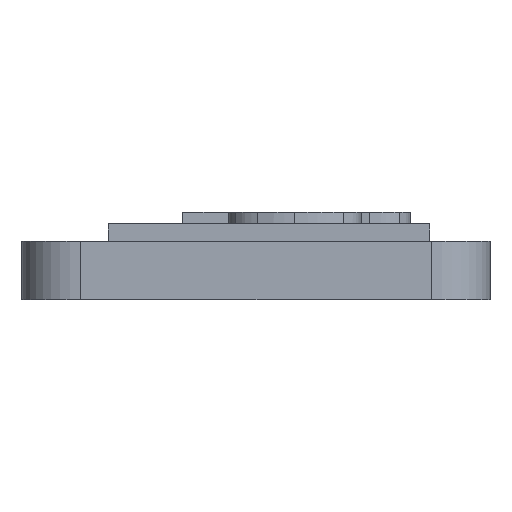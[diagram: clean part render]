
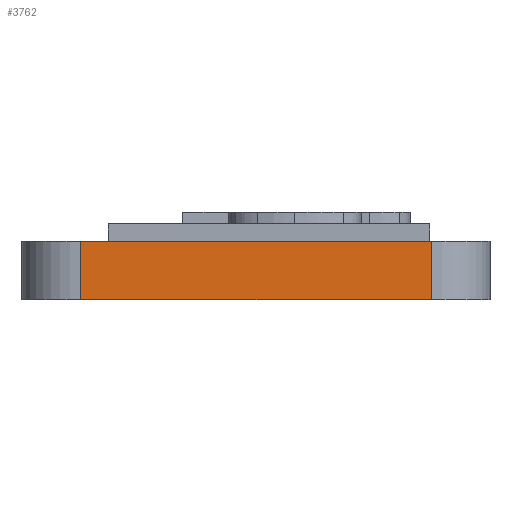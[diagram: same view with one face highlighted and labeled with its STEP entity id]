
A CAD part, left-side view. The second image highlights one B-rep face of the part: STEP entity #3762.
In plain terms, the highlighted planar face has unit normal (-1, 0, 0).
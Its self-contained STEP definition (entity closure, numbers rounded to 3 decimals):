
#304=FACE_OUTER_BOUND('',#538,.T.);
#538=EDGE_LOOP('',(#2559,#2560,#2561,#2562));
#768=LINE('',#4885,#1156);
#819=LINE('',#4999,#1207);
#820=LINE('',#5000,#1208);
#821=LINE('',#5001,#1209);
#1156=VECTOR('',#4177,10.);
#1207=VECTOR('',#4242,10.);
#1208=VECTOR('',#4243,10.);
#1209=VECTOR('',#4244,10.);
#1557=VERTEX_POINT('',#4870);
#1564=VERTEX_POINT('',#4883);
#1619=VERTEX_POINT('',#4997);
#1620=VERTEX_POINT('',#4998);
#1940=EDGE_CURVE('',#1564,#1557,#768,.T.);
#1995=EDGE_CURVE('',#1619,#1620,#819,.T.);
#1996=EDGE_CURVE('',#1619,#1557,#820,.T.);
#1997=EDGE_CURVE('',#1620,#1564,#821,.T.);
#2559=ORIENTED_EDGE('',*,*,#1995,.F.);
#2560=ORIENTED_EDGE('',*,*,#1996,.T.);
#2561=ORIENTED_EDGE('',*,*,#1940,.F.);
#2562=ORIENTED_EDGE('',*,*,#1997,.F.);
#3628=PLANE('',#4015);
#3762=ADVANCED_FACE('',(#304),#3628,.T.);
#4015=AXIS2_PLACEMENT_3D('',#4996,#4240,#4241);
#4177=DIRECTION('',(0.,-1.,0.));
#4240=DIRECTION('center_axis',(-1.,0.,0.));
#4241=DIRECTION('ref_axis',(0.,-1.,0.));
#4242=DIRECTION('',(0.,1.,0.));
#4243=DIRECTION('',(0.,0.,1.));
#4244=DIRECTION('',(0.,0.,1.));
#4870=CARTESIAN_POINT('',(118.809,9.254,2.));
#4883=CARTESIAN_POINT('',(118.809,21.254,2.));
#4885=CARTESIAN_POINT('',(118.809,9.254,2.));
#4996=CARTESIAN_POINT('Origin',(118.809,21.254,0.));
#4997=CARTESIAN_POINT('',(118.809,9.254,0.));
#4998=CARTESIAN_POINT('',(118.809,21.254,0.));
#4999=CARTESIAN_POINT('',(118.809,9.254,0.));
#5000=CARTESIAN_POINT('',(118.809,9.254,0.));
#5001=CARTESIAN_POINT('',(118.809,21.254,0.));
